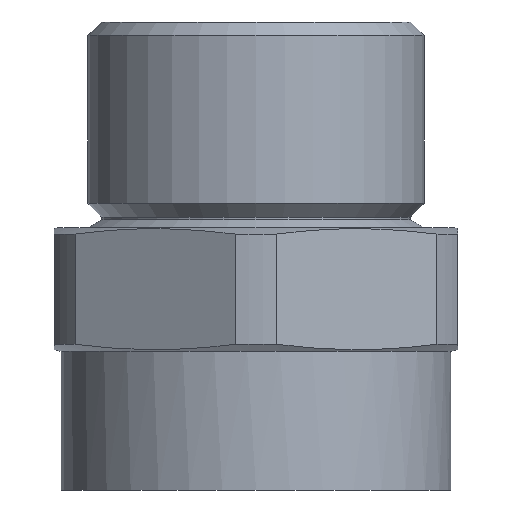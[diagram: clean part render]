
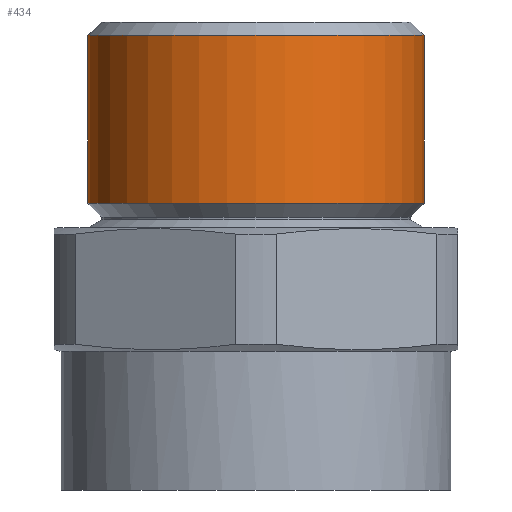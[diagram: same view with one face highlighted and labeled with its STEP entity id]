
A CAD part, front view. The second image highlights one B-rep face of the part: STEP entity #434.
In plain terms, the highlighted cylindrical face has radius 12.5 mm (diameter 25 mm), a full revolution.
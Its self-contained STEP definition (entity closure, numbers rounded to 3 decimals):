
#38 = DIRECTION ( 'NONE',  ( 0., 0., -1. ) ) ;
#174 = CIRCLE ( 'NONE', #509, 12.5 ) ;
#322 = ORIENTED_EDGE ( 'NONE', *, *, #661, .F. ) ;
#329 = FACE_OUTER_BOUND ( 'NONE', #858, .T. ) ;
#357 = DIRECTION ( 'NONE',  ( 0., 0., -1. ) ) ;
#390 = DIRECTION ( 'NONE',  ( 0., 1., 0. ) ) ;
#398 = ORIENTED_EDGE ( 'NONE', *, *, #764, .T. ) ;
#401 = CARTESIAN_POINT ( 'NONE',  ( 0., 0., 33.8 ) ) ;
#407 = DIRECTION ( 'NONE',  ( 1., 0., 0. ) ) ;
#434 = ADVANCED_FACE ( 'NONE', ( #639, #329 ), #675, .T. ) ;
#452 = DIRECTION ( 'NONE',  ( 0., 0., -1. ) ) ;
#489 = DIRECTION ( 'NONE',  ( -1., 0., 0. ) ) ;
#509 = AXIS2_PLACEMENT_3D ( 'NONE', #668, #452, #390 ) ;
#551 = AXIS2_PLACEMENT_3D ( 'NONE', #842, #357, #489 ) ;
#559 = VERTEX_POINT ( 'NONE', #688 ) ;
#639 = FACE_OUTER_BOUND ( 'NONE', #837, .T. ) ;
#661 = EDGE_CURVE ( 'NONE', #559, #559, #174, .T. ) ;
#668 = CARTESIAN_POINT ( 'NONE',  ( 0., 0., 21.317 ) ) ;
#675 = CYLINDRICAL_SURFACE ( 'NONE', #551, 12.5 ) ;
#688 = CARTESIAN_POINT ( 'NONE',  ( 0., 12.5, 21.317 ) ) ;
#759 = CARTESIAN_POINT ( 'NONE',  ( 12.5, 0., 33.8 ) ) ;
#764 = EDGE_CURVE ( 'NONE', #874, #874, #898, .T. ) ;
#771 = AXIS2_PLACEMENT_3D ( 'NONE', #401, #38, #407 ) ;
#837 = EDGE_LOOP ( 'NONE', ( #322 ) ) ;
#842 = CARTESIAN_POINT ( 'NONE',  ( 0., 0., 0. ) ) ;
#858 = EDGE_LOOP ( 'NONE', ( #398 ) ) ;
#874 = VERTEX_POINT ( 'NONE', #759 ) ;
#898 = CIRCLE ( 'NONE', #771, 12.5 ) ;
